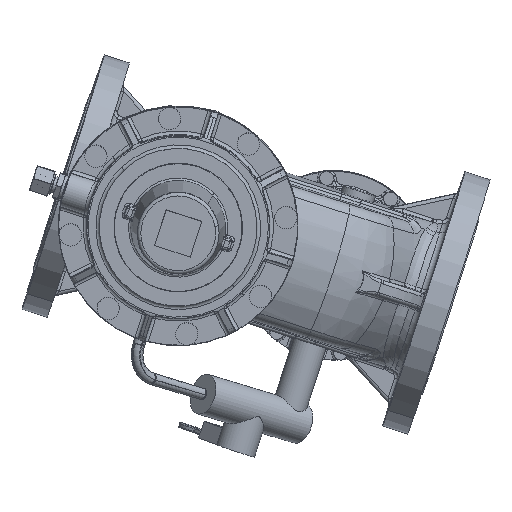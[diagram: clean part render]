
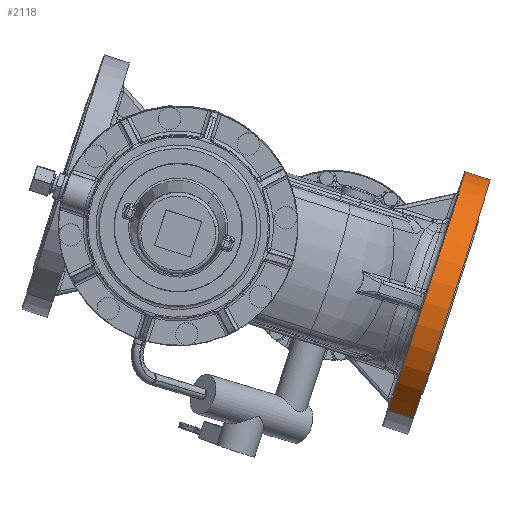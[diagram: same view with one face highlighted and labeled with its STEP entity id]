
A CAD part, top view. The second image highlights one B-rep face of the part: STEP entity #2118.
In plain terms, the highlighted cylindrical face has radius 114.5 mm (diameter 229 mm), a partial arc.
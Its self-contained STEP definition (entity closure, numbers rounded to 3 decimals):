
#666=CARTESIAN_POINT('Axis2P3D Location',(70.,0.,0.)) ;
#1922=CARTESIAN_POINT('Vertex',(243.5,100.483,-54.894)) ;
#1924=CARTESIAN_POINT('Vertex',(243.5,-100.483,54.894)) ;
#1927=CARTESIAN_POINT('Axis2P3D Location',(243.5,0.,0.)) ;
#2093=CARTESIAN_POINT('Line Origine',(70.,100.483,-54.894)) ;
#2097=CARTESIAN_POINT('Vertex',(221.,100.483,-54.894)) ;
#2100=CARTESIAN_POINT('Axis2P3D Location',(221.,0.,0.)) ;
#2104=CARTESIAN_POINT('Vertex',(221.,-100.483,54.894)) ;
#2107=CARTESIAN_POINT('Line Origine',(70.,-100.483,54.894)) ;
#667=DIRECTION('Axis2P3D Direction',(-1.,0.,0.)) ;
#668=DIRECTION('Axis2P3D XDirection',(0.,0.878,-0.479)) ;
#1928=DIRECTION('Axis2P3D Direction',(-1.,0.,0.)) ;
#2094=DIRECTION('Vector Direction',(-1.,0.,0.)) ;
#2101=DIRECTION('Axis2P3D Direction',(-1.,0.,0.)) ;
#2108=DIRECTION('Vector Direction',(-1.,0.,0.)) ;
#669=AXIS2_PLACEMENT_3D('Cylinder Axis2P3D',#666,#667,#668) ;
#1929=AXIS2_PLACEMENT_3D('Circle Axis2P3D',#1927,#1928,$) ;
#2102=AXIS2_PLACEMENT_3D('Circle Axis2P3D',#2100,#2101,$) ;
#2113=ORIENTED_EDGE('',*,*,#2099,.T.) ;
#2114=ORIENTED_EDGE('',*,*,#2106,.F.) ;
#2115=ORIENTED_EDGE('',*,*,#2111,.F.) ;
#2116=ORIENTED_EDGE('',*,*,#1931,.T.) ;
#2095=VECTOR('Line Direction',#2094,1.) ;
#2109=VECTOR('Line Direction',#2108,1.) ;
#2118=ADVANCED_FACE('Geh\X2\00E4\X0\use',(#2117),#670,.T.) ;
#1930=CIRCLE('generated circle',#1929,114.5) ;
#2103=CIRCLE('generated circle',#2102,114.5) ;
#670=CYLINDRICAL_SURFACE('generated cylinder',#669,114.5) ;
#1931=EDGE_CURVE('',#1925,#1923,#1930,.T.) ;
#2099=EDGE_CURVE('',#1923,#2098,#2096,.T.) ;
#2106=EDGE_CURVE('',#2105,#2098,#2103,.T.) ;
#2111=EDGE_CURVE('',#1925,#2105,#2110,.T.) ;
#2112=EDGE_LOOP('',(#2113,#2114,#2115,#2116)) ;
#2117=FACE_OUTER_BOUND('',#2112,.T.) ;
#2096=LINE('Line',#2093,#2095) ;
#2110=LINE('Line',#2107,#2109) ;
#1923=VERTEX_POINT('',#1922) ;
#1925=VERTEX_POINT('',#1924) ;
#2098=VERTEX_POINT('',#2097) ;
#2105=VERTEX_POINT('',#2104) ;
